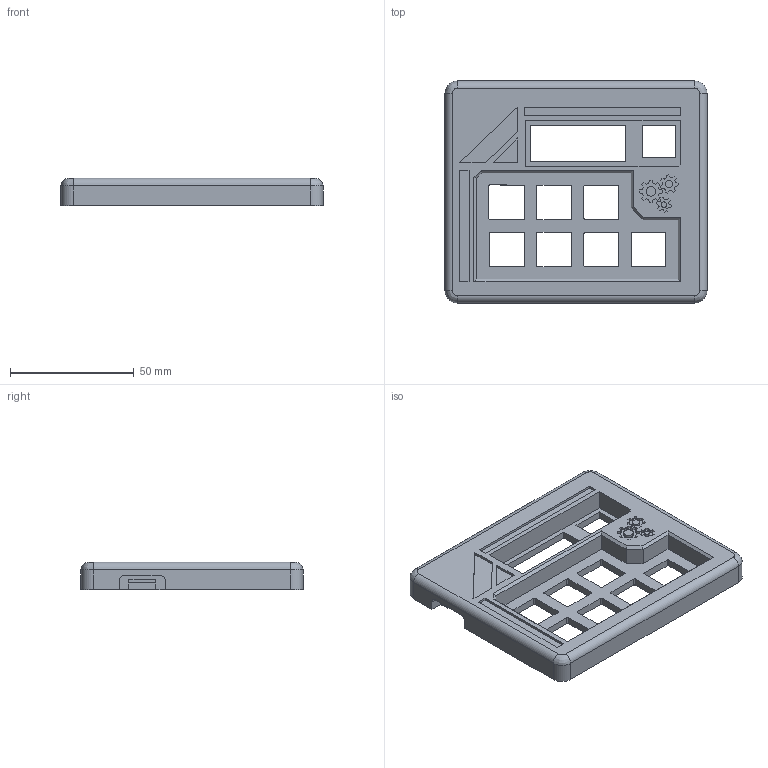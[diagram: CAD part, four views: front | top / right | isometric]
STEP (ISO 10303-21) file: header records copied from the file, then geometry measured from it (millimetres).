
FILE_DESCRIPTION(/* description */ (''),/* implementation_level */ '2;1');
FILE_NAME(/* name */ '5fcde7d0-eeee-4587-8159-ab28dd8b873b.stp',/* time_stamp */ '2026-02-11T17:07:05Z',/* author */ (''),/* organization */ (''),/* preprocessor_version */ 'ST-DEVELOPER v20.1',/* originating_system */ 'Autodesk Translation Framework v14.24.0.0',/* authorisation */ '');
FILE_SCHEMA (('AUTOMOTIVE_DESIGN { 1 0 10303 214 3 1 1 }'));
Length unit declared in the file: millimetre
Products named in the file (1): top plate
Bounding box: 105.72 x 89.64 x 11 mm (x, y, z)
Volume: 58512.5 mm3; surface area: 24261.7 mm2
Topology: 1 solids, 1 shells, 241 faces, 653 edges, 430 vertices
Faces by surface type: plane 169, cylinder 68, bspline 4
Full cylindrical faces by diameter (mm): 2.216 x1, 3.062 x1, 3.4 x4, 3.887 x1
Entity records: 7624 total; most frequent: CARTESIAN_POINT 1357, ORIENTED_EDGE 1306, DIRECTION 1269, EDGE_CURVE 653, LINE 513, VECTOR 513, VERTEX_POINT 430, AXIS2_PLACEMENT_3D 378
